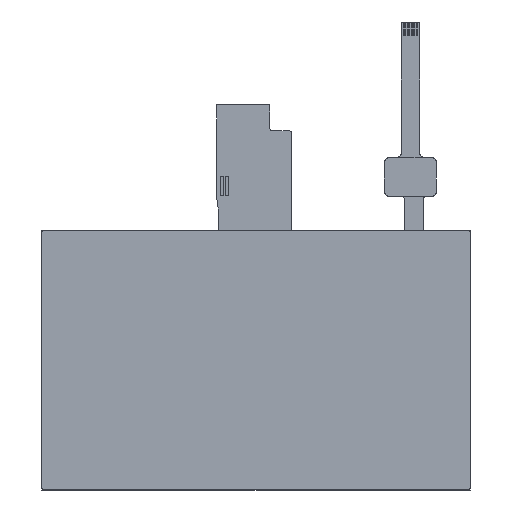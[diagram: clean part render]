
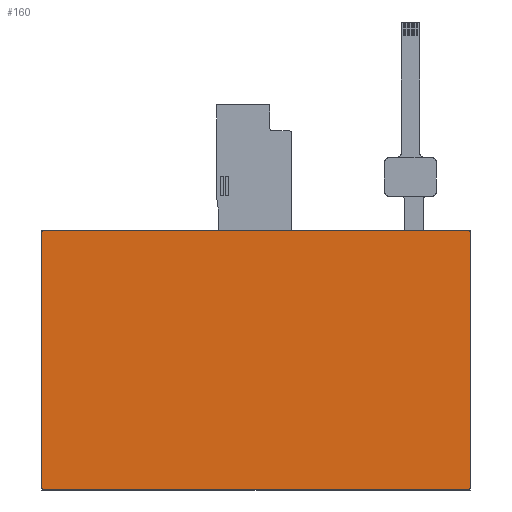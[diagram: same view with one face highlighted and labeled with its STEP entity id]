
A CAD part, front view. The second image highlights one B-rep face of the part: STEP entity #160.
In plain terms, the highlighted planar face has unit normal (0, -1, 0).
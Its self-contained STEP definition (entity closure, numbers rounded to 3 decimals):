
#1=CARTESIAN_POINT('',(-82.482,0.,-50.565));
#2=DIRECTION('',(0.,1.,0.));
#3=DIRECTION('',(0.,0.,-1.));
#4=AXIS2_PLACEMENT_3D('',#1,#2,#3);
#6=DIRECTION('',(0.,0.,1.));
#7=VECTOR('',#6,98.8);
#8=CARTESIAN_POINT('',(-82.982,0.,-50.565));
#9=LINE('',#8,#7);
#10=CARTESIAN_POINT('',(-82.482,0.,48.235));
#11=DIRECTION('',(0.,1.,0.));
#12=DIRECTION('',(-1.,0.,0.));
#13=AXIS2_PLACEMENT_3D('',#10,#11,#12);
#15=DIRECTION('',(1.,0.,0.));
#16=VECTOR('',#15,163.8);
#17=CARTESIAN_POINT('',(-82.482,0.,48.735));
#18=LINE('',#17,#16);
#19=CARTESIAN_POINT('',(81.318,0.,48.235));
#20=DIRECTION('',(0.,1.,0.));
#21=DIRECTION('',(0.,0.,1.));
#22=AXIS2_PLACEMENT_3D('',#19,#20,#21);
#24=DIRECTION('',(0.,0.,-1.));
#25=VECTOR('',#24,98.8);
#26=CARTESIAN_POINT('',(81.818,0.,48.235));
#27=LINE('',#26,#25);
#28=CARTESIAN_POINT('',(81.318,0.,-50.565));
#29=DIRECTION('',(0.,1.,0.));
#30=DIRECTION('',(1.,0.,0.));
#31=AXIS2_PLACEMENT_3D('',#28,#29,#30);
#33=DIRECTION('',(-1.,0.,0.));
#34=VECTOR('',#33,163.8);
#35=CARTESIAN_POINT('',(81.318,0.,-51.065));
#36=LINE('',#35,#34);
#105=CARTESIAN_POINT('',(-82.482,0.,-51.065));
#106=CARTESIAN_POINT('',(-82.982,0.,-50.565));
#107=VERTEX_POINT('',#105);
#108=VERTEX_POINT('',#106);
#109=CARTESIAN_POINT('',(-82.982,0.,48.235));
#110=VERTEX_POINT('',#109);
#111=CARTESIAN_POINT('',(-82.482,0.,48.735));
#112=VERTEX_POINT('',#111);
#113=CARTESIAN_POINT('',(81.318,0.,48.735));
#114=VERTEX_POINT('',#113);
#115=CARTESIAN_POINT('',(81.818,0.,48.235));
#116=VERTEX_POINT('',#115);
#117=CARTESIAN_POINT('',(81.818,0.,-50.565));
#118=VERTEX_POINT('',#117);
#119=CARTESIAN_POINT('',(81.318,0.,-51.065));
#120=VERTEX_POINT('',#119);
#137=CARTESIAN_POINT('',(0.,0.,0.));
#138=DIRECTION('',(0.,1.,0.));
#139=DIRECTION('',(1.,0.,0.));
#140=AXIS2_PLACEMENT_3D('',#137,#138,#139);
#141=PLANE('',#140);
#143=ORIENTED_EDGE('',*,*,#142,.T.);
#145=ORIENTED_EDGE('',*,*,#144,.T.);
#147=ORIENTED_EDGE('',*,*,#146,.T.);
#149=ORIENTED_EDGE('',*,*,#148,.T.);
#151=ORIENTED_EDGE('',*,*,#150,.T.);
#153=ORIENTED_EDGE('',*,*,#152,.T.);
#155=ORIENTED_EDGE('',*,*,#154,.T.);
#157=ORIENTED_EDGE('',*,*,#156,.T.);
#158=EDGE_LOOP('',(#143,#145,#147,#149,#151,#153,#155,#157));
#159=FACE_OUTER_BOUND('',#158,.F.);
#5=CIRCLE('',#4,0.5);
#14=CIRCLE('',#13,0.5);
#23=CIRCLE('',#22,0.5);
#32=CIRCLE('',#31,0.5);
#142=EDGE_CURVE('',#107,#108,#5,.T.);
#144=EDGE_CURVE('',#108,#110,#9,.T.);
#146=EDGE_CURVE('',#110,#112,#14,.T.);
#148=EDGE_CURVE('',#112,#114,#18,.T.);
#150=EDGE_CURVE('',#114,#116,#23,.T.);
#152=EDGE_CURVE('',#116,#118,#27,.T.);
#154=EDGE_CURVE('',#118,#120,#32,.T.);
#156=EDGE_CURVE('',#120,#107,#36,.T.);
#160=ADVANCED_FACE('',(#159),#141,.F.);
